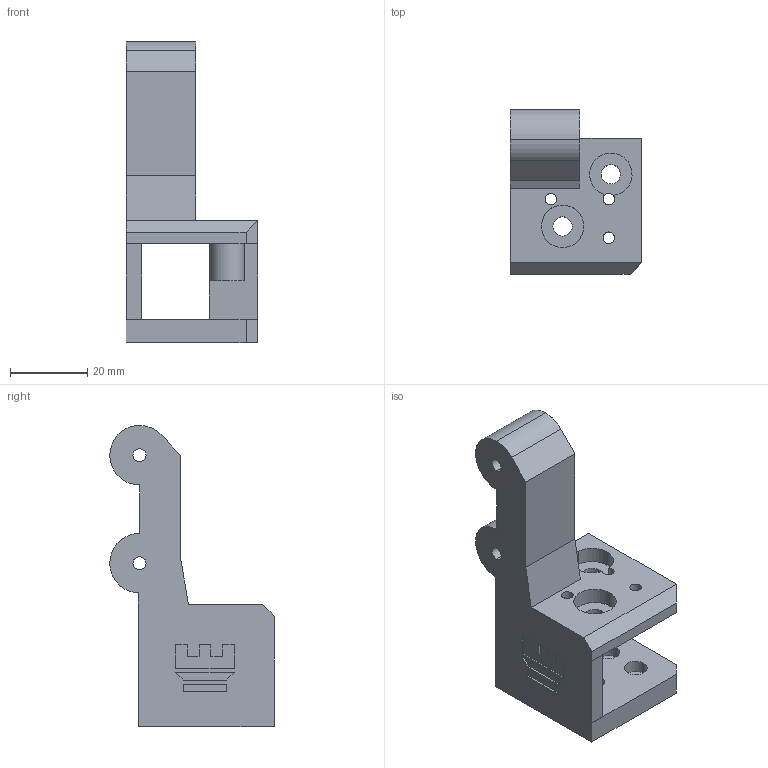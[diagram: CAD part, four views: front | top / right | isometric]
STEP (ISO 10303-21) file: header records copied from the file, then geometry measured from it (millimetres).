
FILE_DESCRIPTION (( 'STEP AP214' ), '1' );
FILE_NAME ('V1_ROOK _Y_Carriage_Left_HYBRED.STEP', '2022-11-16T18:06:57', ( '' ), ( '' ), 'SwSTEP 2.0', 'SolidWorks 2020', '' );
FILE_SCHEMA (( 'AUTOMOTIVE_DESIGN' ));
Length unit declared in the file: millimetre
Products named in the file (1): V1_ROOK _Y_Carriage_Left_HYBRED
Bounding box: 34 x 42.6 x 78 mm (x, y, z)
Volume: 27037.2 mm3; surface area: 13127.2 mm2
Topology: 1 solids, 1 shells, 96 faces, 256 edges, 170 vertices
Faces by surface type: plane 54, cylinder 42
Entity records: 3130 total; most frequent: DIRECTION 535, CARTESIAN_POINT 526, ORIENTED_EDGE 512, EDGE_CURVE 256, AXIS2_PLACEMENT_3D 183, VERTEX_POINT 170, VECTOR 169, LINE 169
